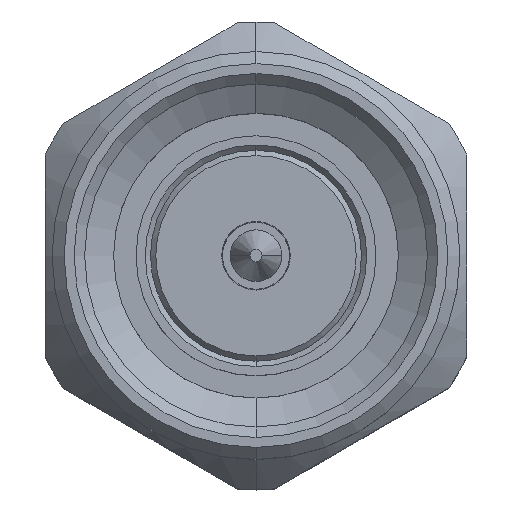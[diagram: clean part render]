
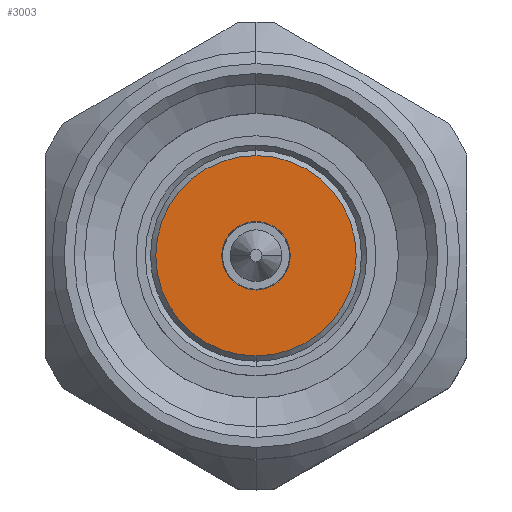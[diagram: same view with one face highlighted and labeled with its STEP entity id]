
A CAD part, top view. The second image highlights one B-rep face of the part: STEP entity #3003.
In plain terms, the highlighted face is planar.
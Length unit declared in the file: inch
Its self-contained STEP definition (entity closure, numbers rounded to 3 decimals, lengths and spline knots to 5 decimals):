
#252 = ORIENTED_EDGE ( 'NONE', *, *, #1808, .T. ) ;
#337 = VERTEX_POINT ( 'NONE', #496 ) ;
#496 = CARTESIAN_POINT ( 'NONE',  ( -0.11417, 0., -0.0748 ) ) ;
#775 = DIRECTION ( 'NONE',  ( -1., 0., 0. ) ) ;
#826 = ORIENTED_EDGE ( 'NONE', *, *, #2861, .F. ) ;
#964 = AXIS2_PLACEMENT_3D ( 'NONE', #1886, #4633, #3566 ) ;
#1463 = VERTEX_POINT ( 'NONE', #3926 ) ;
#1542 = AXIS2_PLACEMENT_3D ( 'NONE', #3533, #775, #2995 ) ;
#1765 = AXIS2_PLACEMENT_3D ( 'NONE', #5607, #2720, #1768 ) ;
#1768 = DIRECTION ( 'NONE',  ( 0., 0., 1. ) ) ;
#1808 = EDGE_CURVE ( 'NONE', #2792, #1463, #4619, .T. ) ;
#1886 = CARTESIAN_POINT ( 'NONE',  ( -0.11417, 0., 0. ) ) ;
#2562 = CARTESIAN_POINT ( 'NONE',  ( -0.11417, 0., 0.0748 ) ) ;
#2583 = CIRCLE ( 'NONE', #964, 0.02559 ) ;
#2653 = PLANE ( 'NONE',  #1765 ) ;
#2720 = DIRECTION ( 'NONE',  ( -1., 0., 0. ) ) ;
#2792 = VERTEX_POINT ( 'NONE', #5038 ) ;
#2847 = EDGE_CURVE ( 'NONE', #1463, #2792, #2583, .T. ) ;
#2861 = EDGE_CURVE ( 'NONE', #6625, #337, #6622, .T. ) ;
#2867 = CARTESIAN_POINT ( 'NONE',  ( -0.11417, 0., 0. ) ) ;
#2995 = DIRECTION ( 'NONE',  ( 0., 0., 1. ) ) ;
#3003 = ADVANCED_FACE ( 'NONE', ( #5322, #6450 ), #2653, .F. ) ;
#3021 = EDGE_CURVE ( 'NONE', #337, #6625, #3297, .T. ) ;
#3202 = ORIENTED_EDGE ( 'NONE', *, *, #3021, .F. ) ;
#3297 = CIRCLE ( 'NONE', #6512, 0.0748 ) ;
#3533 = CARTESIAN_POINT ( 'NONE',  ( -0.11417, 0., 0. ) ) ;
#3566 = DIRECTION ( 'NONE',  ( 0., 0., 1. ) ) ;
#3926 = CARTESIAN_POINT ( 'NONE',  ( -0.11417, 0., -0.02559 ) ) ;
#3937 = EDGE_LOOP ( 'NONE', ( #826, #3202 ) ) ;
#3975 = CARTESIAN_POINT ( 'NONE',  ( -0.11417, 0., 0. ) ) ;
#4372 = EDGE_LOOP ( 'NONE', ( #252, #4547 ) ) ;
#4547 = ORIENTED_EDGE ( 'NONE', *, *, #2847, .T. ) ;
#4619 = CIRCLE ( 'NONE', #6360, 0.02559 ) ;
#4633 = DIRECTION ( 'NONE',  ( -1., 0., 0. ) ) ;
#5038 = CARTESIAN_POINT ( 'NONE',  ( -0.11417, 0., 0.02559 ) ) ;
#5064 = DIRECTION ( 'NONE',  ( 0., 0., 1. ) ) ;
#5322 = FACE_OUTER_BOUND ( 'NONE', #3937, .T. ) ;
#5607 = CARTESIAN_POINT ( 'NONE',  ( -0.11417, 0.0748, 0. ) ) ;
#6056 = DIRECTION ( 'NONE',  ( 0., 0., 1. ) ) ;
#6121 = DIRECTION ( 'NONE',  ( -1., 0., 0. ) ) ;
#6360 = AXIS2_PLACEMENT_3D ( 'NONE', #2867, #6121, #5064 ) ;
#6450 = FACE_BOUND ( 'NONE', #4372, .T. ) ;
#6512 = AXIS2_PLACEMENT_3D ( 'NONE', #3975, #7134, #6056 ) ;
#6622 = CIRCLE ( 'NONE', #1542, 0.0748 ) ;
#6625 = VERTEX_POINT ( 'NONE', #2562 ) ;
#7134 = DIRECTION ( 'NONE',  ( -1., 0., 0. ) ) ;
